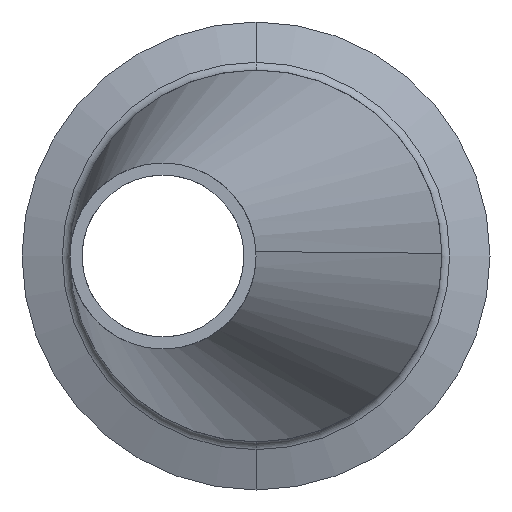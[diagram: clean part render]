
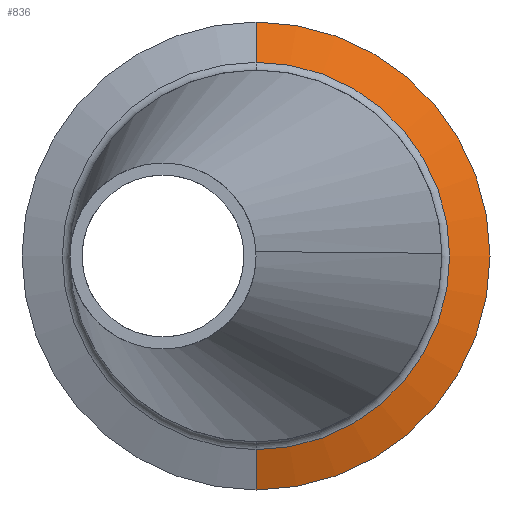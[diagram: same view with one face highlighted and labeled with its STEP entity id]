
A CAD part, front view. The second image highlights one B-rep face of the part: STEP entity #836.
In plain terms, the highlighted conical face has half-angle 70 degrees and reference radius 31.955 mm.
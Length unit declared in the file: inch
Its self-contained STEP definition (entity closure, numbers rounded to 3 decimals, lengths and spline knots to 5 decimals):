
#25 = VECTOR ( 'NONE', #844, 39.37008 ) ;
#72 = EDGE_CURVE ( 'NONE', #655, #868, #1224, .T. ) ;
#80 = CARTESIAN_POINT ( 'NONE',  ( -0.03162, -0.09772, -1.25807 ) ) ;
#222 = DIRECTION ( 'NONE',  ( 0., 0., 1. ) ) ;
#243 = CARTESIAN_POINT ( 'NONE',  ( -0.03162, -0.17657, -1.04145 ) ) ;
#273 = CARTESIAN_POINT ( 'NONE',  ( -0.03162, -0.17657, 1.04145 ) ) ;
#314 = AXIS2_PLACEMENT_3D ( 'NONE', #841, #595, #222 ) ;
#356 = CARTESIAN_POINT ( 'NONE',  ( -0.03162, -0.09772, -1.25807 ) ) ;
#407 = CARTESIAN_POINT ( 'NONE',  ( -0.03162, -0.09772, 1.25807 ) ) ;
#414 = CARTESIAN_POINT ( 'NONE',  ( -0.03162, -0.09772, 0. ) ) ;
#415 = ORIENTED_EDGE ( 'NONE', *, *, #898, .T. ) ;
#421 = DIRECTION ( 'NONE',  ( 0., 0., 1. ) ) ;
#448 = EDGE_LOOP ( 'NONE', ( #415, #597, #1040, #1472 ) ) ;
#595 = DIRECTION ( 'NONE',  ( 0., 1., 0. ) ) ;
#597 = ORIENTED_EDGE ( 'NONE', *, *, #72, .T. ) ;
#640 = CIRCLE ( 'NONE', #1074, 1.25807 ) ;
#655 = VERTEX_POINT ( 'NONE', #243 ) ;
#688 = CARTESIAN_POINT ( 'NONE',  ( -0.03162, -0.09772, 1.25807 ) ) ;
#804 = DIRECTION ( 'NONE',  ( 0., 0.342, 0.94 ) ) ;
#823 = VECTOR ( 'NONE', #804, 39.37008 ) ;
#836 = ADVANCED_FACE ( 'NONE', ( #976 ), #860, .T. ) ;
#841 = CARTESIAN_POINT ( 'NONE',  ( -0.03162, -0.09772, 0. ) ) ;
#844 = DIRECTION ( 'NONE',  ( 0., 0.342, -0.94 ) ) ;
#860 = CONICAL_SURFACE ( 'NONE', #314, 1.25807, 1.222 ) ;
#868 = VERTEX_POINT ( 'NONE', #80 ) ;
#880 = CARTESIAN_POINT ( 'NONE',  ( -0.03162, -0.17657, 0. ) ) ;
#898 = EDGE_CURVE ( 'NONE', #1490, #655, #1639, .T. ) ;
#976 = FACE_OUTER_BOUND ( 'NONE', #448, .T. ) ;
#1040 = ORIENTED_EDGE ( 'NONE', *, *, #1608, .F. ) ;
#1074 = AXIS2_PLACEMENT_3D ( 'NONE', #414, #1307, #421 ) ;
#1126 = DIRECTION ( 'NONE',  ( 0., 1., 0. ) ) ;
#1224 = LINE ( 'NONE', #356, #25 ) ;
#1262 = LINE ( 'NONE', #688, #823 ) ;
#1307 = DIRECTION ( 'NONE',  ( 0., 1., 0. ) ) ;
#1385 = EDGE_CURVE ( 'NONE', #1490, #1649, #1262, .T. ) ;
#1392 = DIRECTION ( 'NONE',  ( 0., 0., 1. ) ) ;
#1472 = ORIENTED_EDGE ( 'NONE', *, *, #1385, .F. ) ;
#1490 = VERTEX_POINT ( 'NONE', #273 ) ;
#1608 = EDGE_CURVE ( 'NONE', #1649, #868, #640, .T. ) ;
#1626 = AXIS2_PLACEMENT_3D ( 'NONE', #880, #1126, #1392 ) ;
#1639 = CIRCLE ( 'NONE', #1626, 1.04145 ) ;
#1649 = VERTEX_POINT ( 'NONE', #407 ) ;
